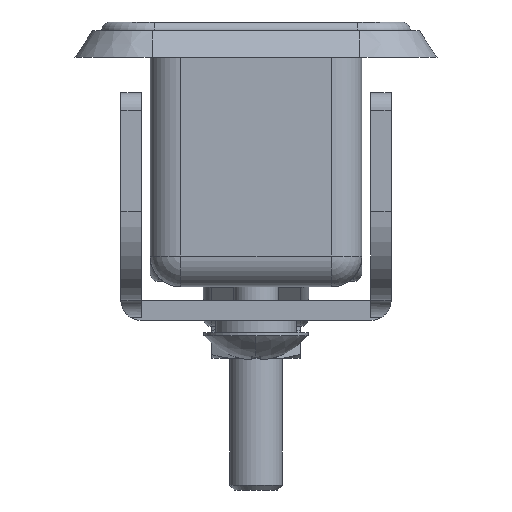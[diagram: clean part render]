
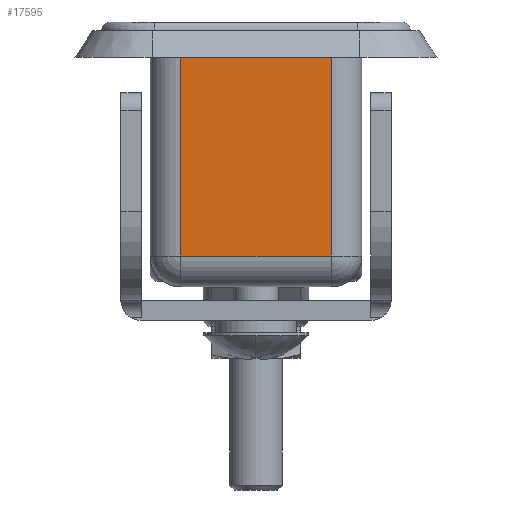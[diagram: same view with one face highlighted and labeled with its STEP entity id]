
A CAD part, front view. The second image highlights one B-rep face of the part: STEP entity #17595.
In plain terms, the highlighted planar face has unit normal (0, -1, 0).
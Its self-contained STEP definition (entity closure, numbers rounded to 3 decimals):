
#149 = EDGE_CURVE ( 'NONE', #9631, #17741, #7027, .T. ) ;
#401 = EDGE_CURVE ( 'NONE', #7336, #9631, #7265, .T. ) ;
#442 = DIRECTION ( 'NONE',  ( -1., 0., 0. ) ) ;
#648 = LINE ( 'NONE', #17948, #4803 ) ;
#1438 = CARTESIAN_POINT ( 'NONE',  ( -8.5, -59., -23.5 ) ) ;
#2041 = CARTESIAN_POINT ( 'NONE',  ( 8.5, -59., -27. ) ) ;
#4113 = DIRECTION ( 'NONE',  ( 0., 0., 1. ) ) ;
#4281 = DIRECTION ( 'NONE',  ( 0., 1., 0. ) ) ;
#4803 = VECTOR ( 'NONE', #5493, 1000. ) ;
#5493 = DIRECTION ( 'NONE',  ( 1., 0., 0. ) ) ;
#7027 = LINE ( 'NONE', #15621, #18956 ) ;
#7265 = LINE ( 'NONE', #13773, #18242 ) ;
#7336 = VERTEX_POINT ( 'NONE', #19998 ) ;
#8050 = ORIENTED_EDGE ( 'NONE', *, *, #13827, .T. ) ;
#8457 = ORIENTED_EDGE ( 'NONE', *, *, #149, .T. ) ;
#9450 = EDGE_LOOP ( 'NONE', ( #12864, #8457, #17273, #8050 ) ) ;
#9463 = FACE_OUTER_BOUND ( 'NONE', #9450, .T. ) ;
#9530 = VERTEX_POINT ( 'NONE', #18040 ) ;
#9631 = VERTEX_POINT ( 'NONE', #10590 ) ;
#10445 = CARTESIAN_POINT ( 'NONE',  ( -12., -59., -27. ) ) ;
#10590 = CARTESIAN_POINT ( 'NONE',  ( -8.5, -59., 0. ) ) ;
#11300 = AXIS2_PLACEMENT_3D ( 'NONE', #10445, #4281, #4113 ) ;
#11427 = EDGE_CURVE ( 'NONE', #17741, #9530, #648, .T. ) ;
#12262 = VECTOR ( 'NONE', #16040, 1000. ) ;
#12864 = ORIENTED_EDGE ( 'NONE', *, *, #401, .T. ) ;
#13773 = CARTESIAN_POINT ( 'NONE',  ( -12., -59., 0. ) ) ;
#13827 = EDGE_CURVE ( 'NONE', #9530, #7336, #16386, .T. ) ;
#15621 = CARTESIAN_POINT ( 'NONE',  ( -8.5, -59., -27. ) ) ;
#16040 = DIRECTION ( 'NONE',  ( 0., 0., 1. ) ) ;
#16386 = LINE ( 'NONE', #2041, #12262 ) ;
#17273 = ORIENTED_EDGE ( 'NONE', *, *, #11427, .T. ) ;
#17595 = ADVANCED_FACE ( 'NONE', ( #9463 ), #19804, .F. ) ;
#17741 = VERTEX_POINT ( 'NONE', #1438 ) ;
#17948 = CARTESIAN_POINT ( 'NONE',  ( -12., -59., -23.5 ) ) ;
#18040 = CARTESIAN_POINT ( 'NONE',  ( 8.5, -59., -23.5 ) ) ;
#18242 = VECTOR ( 'NONE', #442, 1000. ) ;
#18788 = DIRECTION ( 'NONE',  ( 0., 0., -1. ) ) ;
#18956 = VECTOR ( 'NONE', #18788, 1000. ) ;
#19804 = PLANE ( 'NONE',  #11300 ) ;
#19998 = CARTESIAN_POINT ( 'NONE',  ( 8.5, -59., 0. ) ) ;
